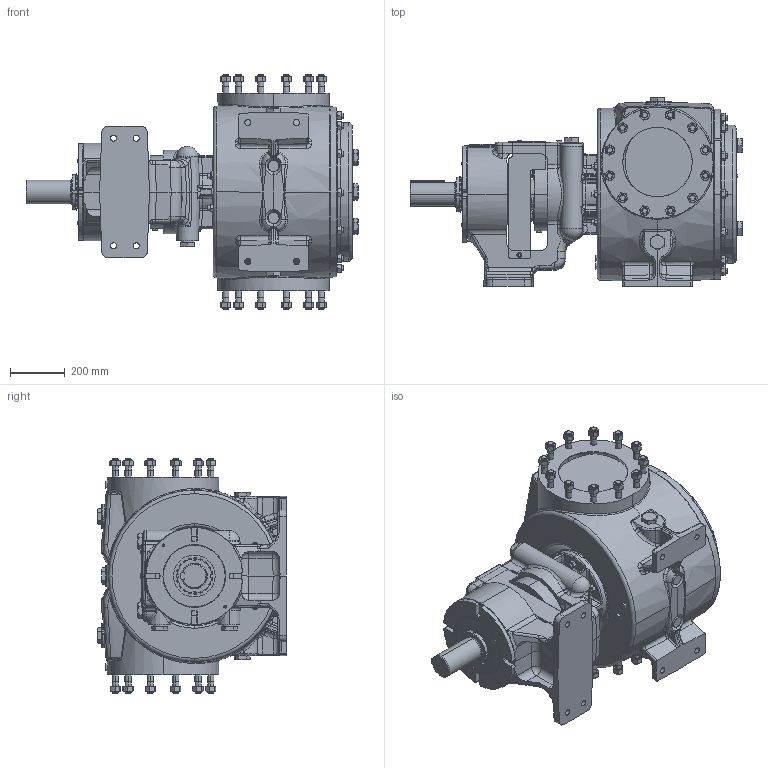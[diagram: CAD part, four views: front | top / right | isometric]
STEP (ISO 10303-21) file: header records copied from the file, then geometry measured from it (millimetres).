
FILE_DESCRIPTION (( 'STEP AP214' ), '1' );
FILE_NAME ('RS4323AA.STEP', '2017-02-03T16:26:57', ( '' ), ( '' ), 'SwSTEP 2.0', 'SolidWorks 2016', '' );
FILE_SCHEMA (( 'AUTOMOTIVE_DESIGN' ));
Length unit declared in the file: inch
Products named in the file (2): RS4323AA
Bounding box: 1213.82 x 689.92 x 857.25 mm (x, y, z)
Volume: 228378117.8 mm3; surface area: 4162194.3 mm2
Topology: 1 solids, 1 shells, 4179 faces, 10156 edges, 6172 vertices
Faces by surface type: plane 1634, cone 1102, cylinder 818, bspline 528, torus 68, sphere 29
Entity records: 233843 total; most frequent: CARTESIAN_POINT 107636, ORIENTED_EDGE 20232, DIRECTION 16954, EDGE_CURVE 10116, AXIS2_PLACEMENT_3D 6534, VERTEX_POINT 6172, EDGE_LOOP 4470, ADVANCED_FACE 4179
